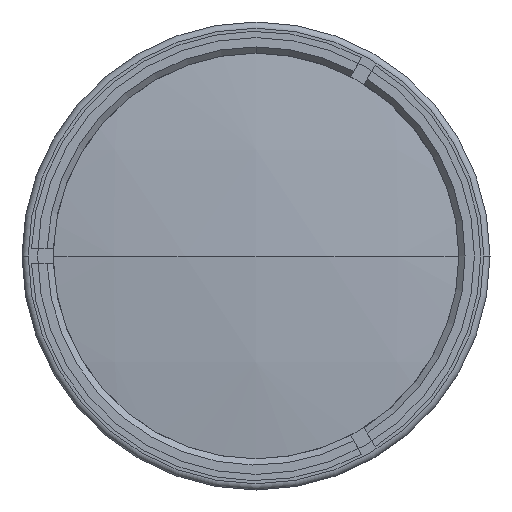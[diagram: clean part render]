
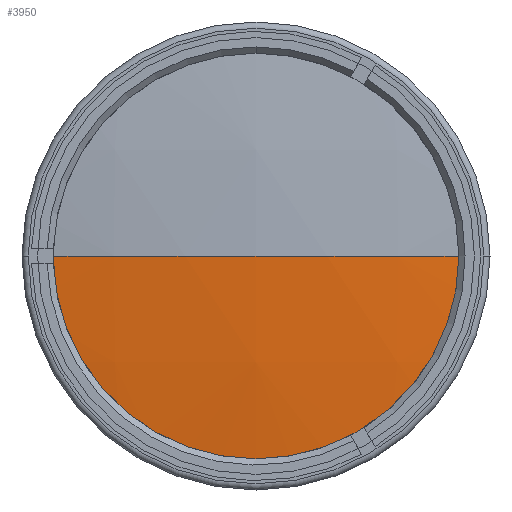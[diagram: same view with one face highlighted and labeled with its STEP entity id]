
A CAD part, left-side view. The second image highlights one B-rep face of the part: STEP entity #3950.
In plain terms, the highlighted spherical face has radius 252 mm.
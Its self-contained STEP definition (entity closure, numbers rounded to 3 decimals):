
#22 = AXIS2_PLACEMENT_3D ( 'NONE', #2967, #2828, #2797 ) ;
#108 = DIRECTION ( 'NONE',  ( 0., 1., 0. ) ) ;
#283 = AXIS2_PLACEMENT_3D ( 'NONE', #3190, #449, #2890 ) ;
#408 = DIRECTION ( 'NONE',  ( -1., 0., 0. ) ) ;
#449 = DIRECTION ( 'NONE',  ( 0., 0., -1. ) ) ;
#693 = AXIS2_PLACEMENT_3D ( 'NONE', #2166, #408, #3179 ) ;
#714 = CIRCLE ( 'NONE', #693, 34. ) ;
#880 = EDGE_CURVE ( 'NONE', #1006, #3008, #2104, .T. ) ;
#953 = ORIENTED_EDGE ( 'NONE', *, *, #880, .F. ) ;
#1006 = VERTEX_POINT ( 'NONE', #3472 ) ;
#1172 = AXIS2_PLACEMENT_3D ( 'NONE', #4016, #2179, #108 ) ;
#1196 = EDGE_LOOP ( 'NONE', ( #2256, #3427, #953 ) ) ;
#1284 = CARTESIAN_POINT ( 'NONE',  ( -138.909, -34., 0. ) ) ;
#1614 = EDGE_CURVE ( 'NONE', #1006, #3267, #714, .T. ) ;
#2104 = CIRCLE ( 'NONE', #22, 252. ) ;
#2166 = CARTESIAN_POINT ( 'NONE',  ( -138.909, 0., 0. ) ) ;
#2179 = DIRECTION ( 'NONE',  ( 0., 0., -1. ) ) ;
#2199 = CARTESIAN_POINT ( 'NONE',  ( -141.213, 0., 0. ) ) ;
#2256 = ORIENTED_EDGE ( 'NONE', *, *, #1614, .T. ) ;
#2797 = DIRECTION ( 'NONE',  ( 0., -1., 0. ) ) ;
#2828 = DIRECTION ( 'NONE',  ( 0., 0., 1. ) ) ;
#2890 = DIRECTION ( 'NONE',  ( 0., 1., 0. ) ) ;
#2967 = CARTESIAN_POINT ( 'NONE',  ( 110.787, 0., 0. ) ) ;
#3008 = VERTEX_POINT ( 'NONE', #2199 ) ;
#3179 = DIRECTION ( 'NONE',  ( 0., 0., 1. ) ) ;
#3190 = CARTESIAN_POINT ( 'NONE',  ( 110.787, 0., 0. ) ) ;
#3267 = VERTEX_POINT ( 'NONE', #1284 ) ;
#3424 = EDGE_CURVE ( 'NONE', #3267, #3008, #3792, .T. ) ;
#3427 = ORIENTED_EDGE ( 'NONE', *, *, #3424, .T. ) ;
#3472 = CARTESIAN_POINT ( 'NONE',  ( -138.909, 34., 0. ) ) ;
#3499 = FACE_OUTER_BOUND ( 'NONE', #1196, .T. ) ;
#3792 = CIRCLE ( 'NONE', #1172, 252. ) ;
#3804 = SPHERICAL_SURFACE ( 'NONE', #283, 252. ) ;
#3950 = ADVANCED_FACE ( 'NONE', ( #3499 ), #3804, .T. ) ;
#4016 = CARTESIAN_POINT ( 'NONE',  ( 110.787, 0., 0. ) ) ;
